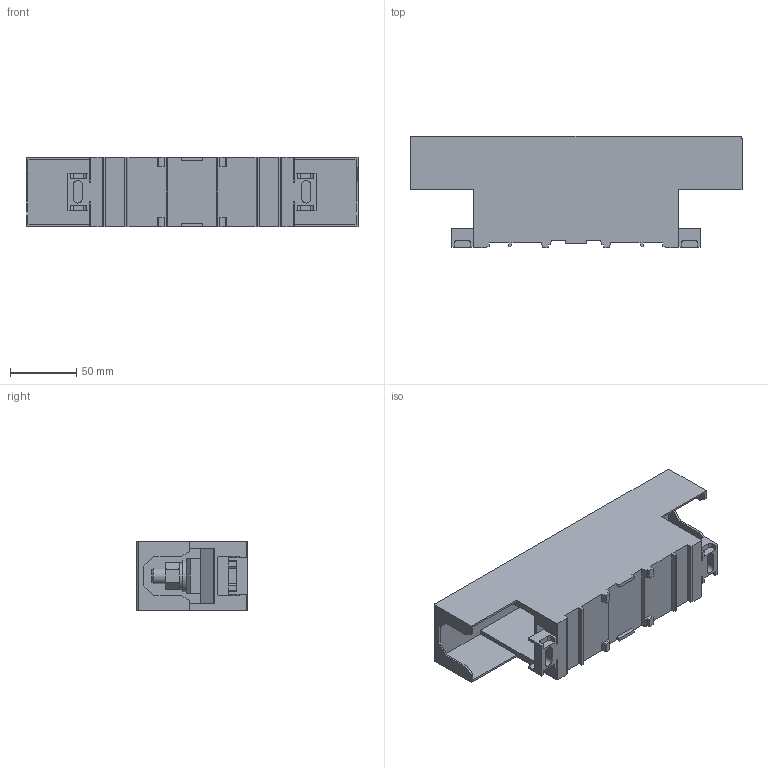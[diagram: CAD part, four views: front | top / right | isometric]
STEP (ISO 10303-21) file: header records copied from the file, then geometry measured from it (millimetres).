
FILE_DESCRIPTION((''),'2;1');
FILE_NAME('ASM0001_ASM','2022-07-14T10:55:03',('klemen.sitar'),('Audax d.o.o.'),'CREO PARAMETRIC BY PTC INC, 2021304','CREO PARAMETRIC BY PTC INC, 2021304','');
FILE_SCHEMA(('AP242_MANAGED_MODEL_BASED_3D_ENGINEERING_MIM_LF { 1 0 10303 442 1 1 4 }'));
Length unit declared in the file: millimetre
Products named in the file (2): PRT0001; ASM0001_ASM
Assembly tree (1 placements, depth 2):
  ASM0001_ASM
    PRT0001
Bounding box: 250 x 83.5 x 52 mm (x, y, z)
Volume: 389325.8 mm3; surface area: 124810.8 mm2
Topology: 1 solids, 1 shells, 300 faces, 876 edges, 582 vertices
Faces by surface type: plane 216, cylinder 56, torus 24, cone 4
Entity records: 19229 total; most frequent: CARTESIAN_POINT 6153, ORIENTED_EDGE 1752, DIRECTION 1594, PRESENTATION_STYLE_ASSIGNMENT 1178, STYLED_ITEM 1178, CURVE_STYLE 877, EDGE_CURVE 876, VECTOR 670
